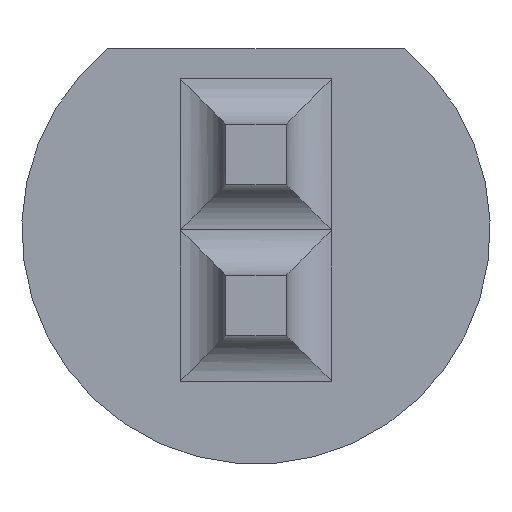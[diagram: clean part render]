
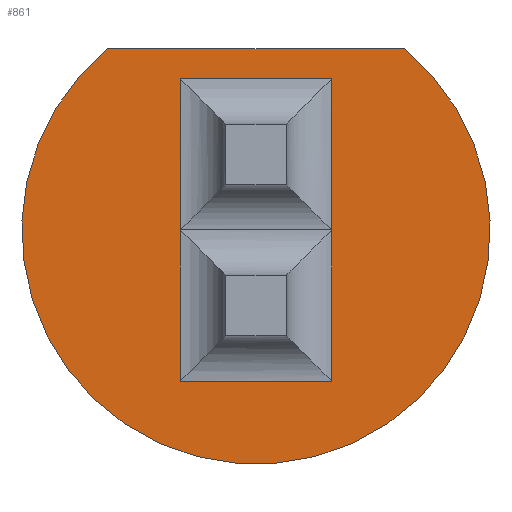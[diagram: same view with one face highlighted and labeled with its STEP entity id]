
A CAD part, front view. The second image highlights one B-rep face of the part: STEP entity #861.
In plain terms, the highlighted planar face has unit normal (0, -1, 0).
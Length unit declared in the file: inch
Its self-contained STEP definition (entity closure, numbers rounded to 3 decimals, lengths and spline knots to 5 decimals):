
#17 = CARTESIAN_POINT ( 'NONE',  ( 0.025, -0.035, -0.035 ) ) ;
#59 = CARTESIAN_POINT ( 'NONE',  ( 0.025, -0.035, 0. ) ) ;
#61 = DIRECTION ( 'NONE',  ( 0., 0., 1. ) ) ;
#82 = VERTEX_POINT ( 'NONE', #798 ) ;
#88 = LINE ( 'NONE', #296, #803 ) ;
#89 = LINE ( 'NONE', #154, #248 ) ;
#128 = VECTOR ( 'NONE', #324, 39.37008 ) ;
#133 = CARTESIAN_POINT ( 'NONE',  ( 0., -0.035, 0. ) ) ;
#146 = EDGE_CURVE ( 'NONE', #875, #480, #481, .T. ) ;
#150 = FACE_BOUND ( 'NONE', #838, .T. ) ;
#152 = ORIENTED_EDGE ( 'NONE', *, *, #832, .T. ) ;
#154 = CARTESIAN_POINT ( 'NONE',  ( -0.01, -0.035, -0.05 ) ) ;
#171 = CARTESIAN_POINT ( 'NONE',  ( 0.04905, -0.035, 0.06 ) ) ;
#195 = AXIS2_PLACEMENT_3D ( 'NONE', #883, #471, #61 ) ;
#197 = DIRECTION ( 'NONE',  ( 0., 1., 0. ) ) ;
#200 = CARTESIAN_POINT ( 'NONE',  ( -0.025, -0.035, 0.05 ) ) ;
#203 = FACE_OUTER_BOUND ( 'NONE', #370, .T. ) ;
#211 = EDGE_CURVE ( 'NONE', #620, #458, #88, .T. ) ;
#235 = CARTESIAN_POINT ( 'NONE',  ( -0.025, -0.035, 0. ) ) ;
#248 = VECTOR ( 'NONE', #255, 39.37008 ) ;
#255 = DIRECTION ( 'NONE',  ( -1., 0., 0. ) ) ;
#263 = DIRECTION ( 'NONE',  ( 0., 0., 1. ) ) ;
#274 = ORIENTED_EDGE ( 'NONE', *, *, #758, .T. ) ;
#289 = LINE ( 'NONE', #815, #824 ) ;
#296 = CARTESIAN_POINT ( 'NONE',  ( 0.025, -0.035, 0.015 ) ) ;
#310 = VERTEX_POINT ( 'NONE', #566 ) ;
#324 = DIRECTION ( 'NONE',  ( 1., 0., 0. ) ) ;
#370 = EDGE_LOOP ( 'NONE', ( #536, #407 ) ) ;
#395 = LINE ( 'NONE', #235, #741 ) ;
#407 = ORIENTED_EDGE ( 'NONE', *, *, #146, .F. ) ;
#438 = CARTESIAN_POINT ( 'NONE',  ( -0.04905, -0.035, 0.06 ) ) ;
#443 = VERTEX_POINT ( 'NONE', #523 ) ;
#448 = CIRCLE ( 'NONE', #195, 0.0775 ) ;
#458 = VERTEX_POINT ( 'NONE', #59 ) ;
#460 = EDGE_CURVE ( 'NONE', #82, #443, #89, .T. ) ;
#470 = VERTEX_POINT ( 'NONE', #200 ) ;
#471 = DIRECTION ( 'NONE',  ( 0., 1., 0. ) ) ;
#477 = EDGE_CURVE ( 'NONE', #458, #82, #777, .T. ) ;
#480 = VERTEX_POINT ( 'NONE', #171 ) ;
#481 = LINE ( 'NONE', #438, #828 ) ;
#483 = ORIENTED_EDGE ( 'NONE', *, *, #477, .T. ) ;
#493 = DIRECTION ( 'NONE',  ( 0., 0., -1. ) ) ;
#518 = LINE ( 'NONE', #880, #128 ) ;
#522 = CARTESIAN_POINT ( 'NONE',  ( 0.025, -0.035, 0.05 ) ) ;
#523 = CARTESIAN_POINT ( 'NONE',  ( -0.025, -0.035, -0.05 ) ) ;
#536 = ORIENTED_EDGE ( 'NONE', *, *, #850, .F. ) ;
#551 = EDGE_CURVE ( 'NONE', #470, #620, #518, .T. ) ;
#564 = AXIS2_PLACEMENT_3D ( 'NONE', #133, #197, #263 ) ;
#566 = CARTESIAN_POINT ( 'NONE',  ( -0.025, -0.035, 0. ) ) ;
#576 = ORIENTED_EDGE ( 'NONE', *, *, #551, .T. ) ;
#579 = DIRECTION ( 'NONE',  ( 0., 0., -1. ) ) ;
#620 = VERTEX_POINT ( 'NONE', #522 ) ;
#671 = PLANE ( 'NONE',  #564 ) ;
#707 = DIRECTION ( 'NONE',  ( 1., 0., 0. ) ) ;
#717 = DIRECTION ( 'NONE',  ( 0., 0., 1. ) ) ;
#737 = DIRECTION ( 'NONE',  ( 0., 0., 1. ) ) ;
#741 = VECTOR ( 'NONE', #717, 39.37008 ) ;
#758 = EDGE_CURVE ( 'NONE', #310, #470, #395, .T. ) ;
#760 = ORIENTED_EDGE ( 'NONE', *, *, #211, .T. ) ;
#777 = LINE ( 'NONE', #17, #804 ) ;
#798 = CARTESIAN_POINT ( 'NONE',  ( 0.025, -0.035, -0.05 ) ) ;
#803 = VECTOR ( 'NONE', #579, 39.37008 ) ;
#804 = VECTOR ( 'NONE', #493, 39.37008 ) ;
#815 = CARTESIAN_POINT ( 'NONE',  ( -0.025, -0.035, 0. ) ) ;
#819 = ORIENTED_EDGE ( 'NONE', *, *, #460, .T. ) ;
#824 = VECTOR ( 'NONE', #737, 39.37008 ) ;
#825 = CARTESIAN_POINT ( 'NONE',  ( -0.04905, -0.035, 0.06 ) ) ;
#828 = VECTOR ( 'NONE', #707, 39.37008 ) ;
#832 = EDGE_CURVE ( 'NONE', #443, #310, #289, .T. ) ;
#838 = EDGE_LOOP ( 'NONE', ( #576, #760, #483, #819, #152, #274 ) ) ;
#850 = EDGE_CURVE ( 'NONE', #480, #875, #448, .T. ) ;
#861 = ADVANCED_FACE ( 'NONE', ( #150, #203 ), #671, .F. ) ;
#875 = VERTEX_POINT ( 'NONE', #825 ) ;
#880 = CARTESIAN_POINT ( 'NONE',  ( 0.01, -0.035, 0.05 ) ) ;
#883 = CARTESIAN_POINT ( 'NONE',  ( 0., -0.035, 0. ) ) ;
